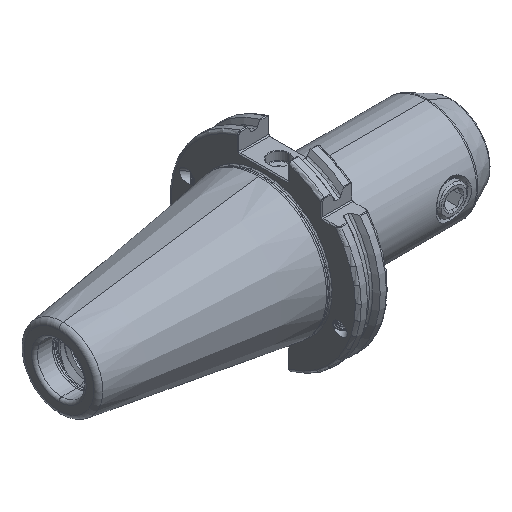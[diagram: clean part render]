
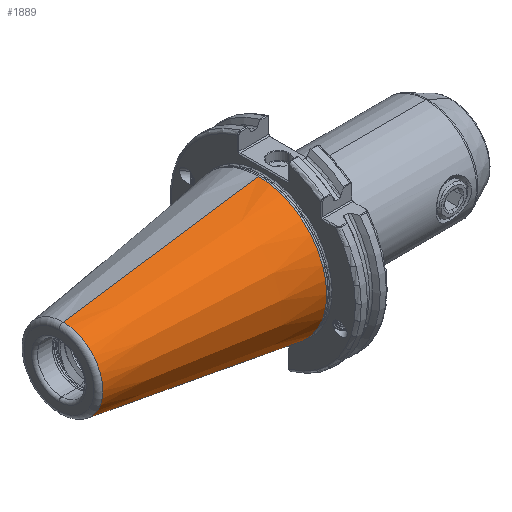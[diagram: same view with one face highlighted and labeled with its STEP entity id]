
A CAD part, isometric view. The second image highlights one B-rep face of the part: STEP entity #1889.
In plain terms, the highlighted conical face has half-angle 8.297 degrees and reference radius 35.392 mm.
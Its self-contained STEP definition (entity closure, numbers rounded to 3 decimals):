
#1242 = VERTEX_POINT ( 'NONE', #9344 ) ;
#1244 = VERTEX_POINT ( 'NONE', #9324 ) ;
#1261 = VERTEX_POINT ( 'NONE', #9378 ) ;
#1889 = ADVANCED_FACE ( 'NONE', ( #26924 ), #26957, .T. ) ;
#2349 = DIRECTION ( 'NONE',  ( 0.99, 0., -0.144 ) ) ;
#2352 = CARTESIAN_POINT ( 'NONE',  ( 0., 0., -35.392 ) ) ;
#2379 = CARTESIAN_POINT ( 'NONE',  ( 0., 0., 35.392 ) ) ;
#2380 = DIRECTION ( 'NONE',  ( 0.99, 0., 0.144 ) ) ;
#2454 = CARTESIAN_POINT ( 'NONE',  ( -2.5, 0., 0. ) ) ;
#2460 = DIRECTION ( 'NONE',  ( 1., 0., 0. ) ) ;
#2464 = DIRECTION ( 'NONE',  ( 0., 1., 0. ) ) ;
#3266 = CARTESIAN_POINT ( 'NONE',  ( -102.811, 0., 0. ) ) ;
#3267 = DIRECTION ( 'NONE',  ( 0., 0., 1. ) ) ;
#3289 = DIRECTION ( 'NONE',  ( 1., 0., 0. ) ) ;
#3387 = DIRECTION ( 'NONE',  ( 0., 1., 0. ) ) ;
#3389 = DIRECTION ( 'NONE',  ( 1., 0., 0. ) ) ;
#3417 = CARTESIAN_POINT ( 'NONE',  ( -2.5, 0., 0. ) ) ;
#5307 = EDGE_LOOP ( 'NONE', ( #25252, #25231, #22891, #22943, #22912 ) ) ;
#5342 = VERTEX_POINT ( 'NONE', #16551 ) ;
#5410 = VERTEX_POINT ( 'NONE', #16555 ) ;
#5986 = EDGE_CURVE ( 'NONE', #5410, #1261, #27149, .T. ) ;
#5991 = EDGE_CURVE ( 'NONE', #5342, #1244, #27227, .T. ) ;
#6006 = EDGE_CURVE ( 'NONE', #1244, #1242, #27199, .T. ) ;
#9324 = CARTESIAN_POINT ( 'NONE',  ( -2.5, 0., 35.027 ) ) ;
#9344 = CARTESIAN_POINT ( 'NONE',  ( -2.5, -35.027, 0. ) ) ;
#9378 = CARTESIAN_POINT ( 'NONE',  ( -2.5, 0., -35.027 ) ) ;
#14682 = EDGE_CURVE ( 'NONE', #5342, #5410, #27819, .T. ) ;
#14690 = EDGE_CURVE ( 'NONE', #1242, #1261, #28000, .T. ) ;
#16551 = CARTESIAN_POINT ( 'NONE',  ( -102.811, 0., 20.399 ) ) ;
#16555 = CARTESIAN_POINT ( 'NONE',  ( -102.811, 0., -20.399 ) ) ;
#22891 = ORIENTED_EDGE ( 'NONE', *, *, #5986, .T. ) ;
#22912 = ORIENTED_EDGE ( 'NONE', *, *, #6006, .F. ) ;
#22943 = ORIENTED_EDGE ( 'NONE', *, *, #14690, .F. ) ;
#25231 = ORIENTED_EDGE ( 'NONE', *, *, #14682, .T. ) ;
#25252 = ORIENTED_EDGE ( 'NONE', *, *, #5991, .F. ) ;
#26924 = FACE_OUTER_BOUND ( 'NONE', #5307, .T. ) ;
#26957 = CONICAL_SURFACE ( 'NONE', #28781, 35.392, 0.145 ) ;
#27149 = LINE ( 'NONE', #2352, #27150 ) ;
#27150 = VECTOR ( 'NONE', #2349, 1000. ) ;
#27197 = VECTOR ( 'NONE', #2380, 1000. ) ;
#27199 = CIRCLE ( 'NONE', #28241, 35.027 ) ;
#27227 = LINE ( 'NONE', #2379, #27197 ) ;
#27819 = CIRCLE ( 'NONE', #30267, 20.399 ) ;
#28000 = CIRCLE ( 'NONE', #30258, 35.027 ) ;
#28241 = AXIS2_PLACEMENT_3D ( 'NONE', #2454, #2460, #2464 ) ;
#28781 = AXIS2_PLACEMENT_3D ( 'NONE', #29156, #29165, #29171 ) ;
#29156 = CARTESIAN_POINT ( 'NONE',  ( 0., 0., 0. ) ) ;
#29165 = DIRECTION ( 'NONE',  ( 1., 0., 0. ) ) ;
#29171 = DIRECTION ( 'NONE',  ( 0., 0., -1. ) ) ;
#30258 = AXIS2_PLACEMENT_3D ( 'NONE', #3417, #3389, #3387 ) ;
#30267 = AXIS2_PLACEMENT_3D ( 'NONE', #3266, #3289, #3267 ) ;
